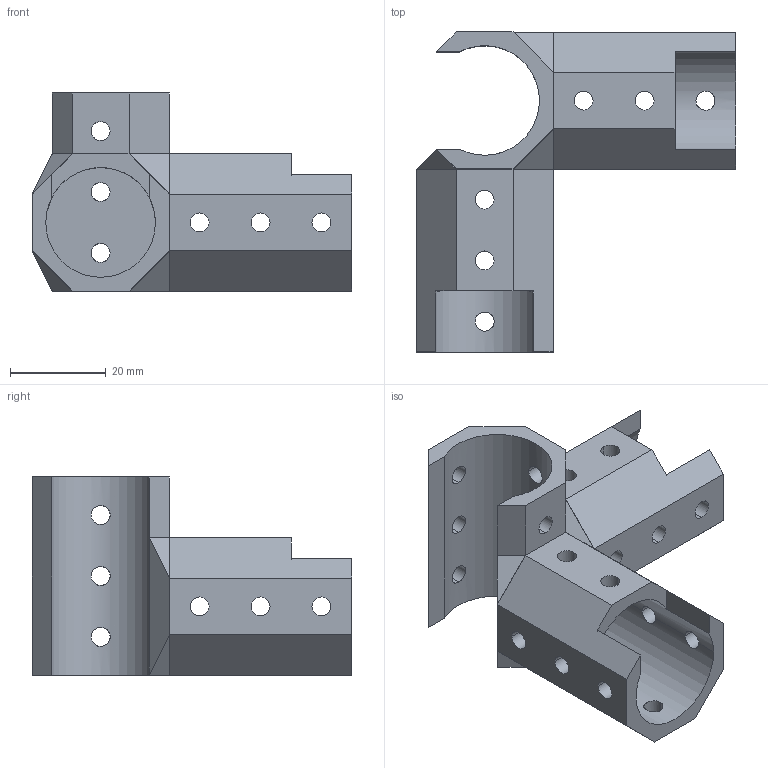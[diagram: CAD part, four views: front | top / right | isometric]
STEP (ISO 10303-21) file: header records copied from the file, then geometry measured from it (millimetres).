
FILE_DESCRIPTION (( 'STEP AP214' ), '1' );
FILE_NAME ('Corner End Joint.STEP', '2018-12-02T00:49:54', ( '' ), ( '' ), 'SwSTEP 2.0', 'SolidWorks 2018', '' );
FILE_SCHEMA (( 'AUTOMOTIVE_DESIGN' ));
Length unit declared in the file: inch
Products named in the file (1): Corner End Joint
Bounding box: 66.67 x 66.67 x 41.27 mm (x, y, z)
Volume: 27076.8 mm3; surface area: 18119.4 mm2
Topology: 1 solids, 1 shells, 119 faces, 354 edges, 225 vertices
Faces by surface type: cylinder 67, plane 52
Entity records: 5692 total; most frequent: CARTESIAN_POINT 2435, ORIENTED_EDGE 708, DIRECTION 596, EDGE_CURVE 354, VERTEX_POINT 225, VECTOR 204, LINE 204, AXIS2_PLACEMENT_3D 196
